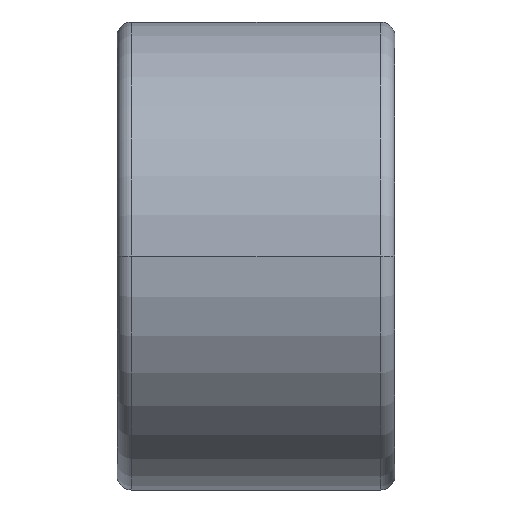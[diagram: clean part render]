
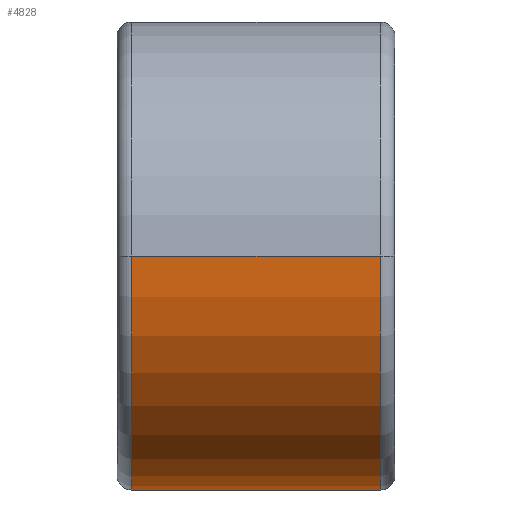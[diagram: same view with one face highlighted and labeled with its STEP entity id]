
A CAD part, left-side view. The second image highlights one B-rep face of the part: STEP entity #4828.
In plain terms, the highlighted cylindrical face has radius 8 mm (diameter 16 mm), a partial arc.
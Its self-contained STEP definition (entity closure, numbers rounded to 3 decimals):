
#198 = EDGE_CURVE ( 'NONE', #9024, #3518, #12387, .T. ) ;
#645 = AXIS2_PLACEMENT_3D ( 'NONE', #8326, #13750, #3848 ) ;
#735 = LINE ( 'NONE', #4069, #1907 ) ;
#1403 = DIRECTION ( 'NONE',  ( 0., -1., 0. ) ) ;
#1661 = CYLINDRICAL_SURFACE ( 'NONE', #645, 8. ) ;
#1907 = VECTOR ( 'NONE', #5303, 1000. ) ;
#2682 = AXIS2_PLACEMENT_3D ( 'NONE', #10416, #8249, #4716 ) ;
#2715 = DIRECTION ( 'NONE',  ( 0., 1., 0. ) ) ;
#3104 = VECTOR ( 'NONE', #2715, 1000. ) ;
#3309 = ORIENTED_EDGE ( 'NONE', *, *, #198, .T. ) ;
#3518 = VERTEX_POINT ( 'NONE', #12696 ) ;
#3591 = LINE ( 'NONE', #9438, #3104 ) ;
#3783 = CARTESIAN_POINT ( 'NONE',  ( -33., 9., -8. ) ) ;
#3848 = DIRECTION ( 'NONE',  ( 0., 0., -1. ) ) ;
#4069 = CARTESIAN_POINT ( 'NONE',  ( -41., 9.5, 0. ) ) ;
#4099 = EDGE_CURVE ( 'NONE', #9024, #12730, #3591, .T. ) ;
#4475 = ORIENTED_EDGE ( 'NONE', *, *, #8387, .T. ) ;
#4716 = DIRECTION ( 'NONE',  ( 0., 0., 1. ) ) ;
#4798 = ORIENTED_EDGE ( 'NONE', *, *, #11440, .T. ) ;
#4828 = ADVANCED_FACE ( 'NONE', ( #5003 ), #1661, .T. ) ;
#5003 = FACE_OUTER_BOUND ( 'NONE', #7193, .T. ) ;
#5038 = ORIENTED_EDGE ( 'NONE', *, *, #4099, .F. ) ;
#5303 = DIRECTION ( 'NONE',  ( 0., 1., 0. ) ) ;
#5361 = VERTEX_POINT ( 'NONE', #6319 ) ;
#5567 = CIRCLE ( 'NONE', #7411, 8. ) ;
#6130 = CARTESIAN_POINT ( 'NONE',  ( -33., 0.5, -8. ) ) ;
#6319 = CARTESIAN_POINT ( 'NONE',  ( -41., 9., 0. ) ) ;
#6634 = CARTESIAN_POINT ( 'NONE',  ( -33., 9., 0. ) ) ;
#7193 = EDGE_LOOP ( 'NONE', ( #4475, #4798, #5038, #3309 ) ) ;
#7411 = AXIS2_PLACEMENT_3D ( 'NONE', #6634, #1403, #7862 ) ;
#7862 = DIRECTION ( 'NONE',  ( 0., 0., 1. ) ) ;
#8249 = DIRECTION ( 'NONE',  ( 0., 1., 0. ) ) ;
#8326 = CARTESIAN_POINT ( 'NONE',  ( -33., 9.5, 0. ) ) ;
#8387 = EDGE_CURVE ( 'NONE', #3518, #5361, #735, .T. ) ;
#9024 = VERTEX_POINT ( 'NONE', #6130 ) ;
#9438 = CARTESIAN_POINT ( 'NONE',  ( -33., 9.5, -8. ) ) ;
#10416 = CARTESIAN_POINT ( 'NONE',  ( -33., 0.5, 0. ) ) ;
#11440 = EDGE_CURVE ( 'NONE', #5361, #12730, #5567, .T. ) ;
#12387 = CIRCLE ( 'NONE', #2682, 8. ) ;
#12696 = CARTESIAN_POINT ( 'NONE',  ( -41., 0.5, 0. ) ) ;
#12730 = VERTEX_POINT ( 'NONE', #3783 ) ;
#13750 = DIRECTION ( 'NONE',  ( 0., -1., 0. ) ) ;
